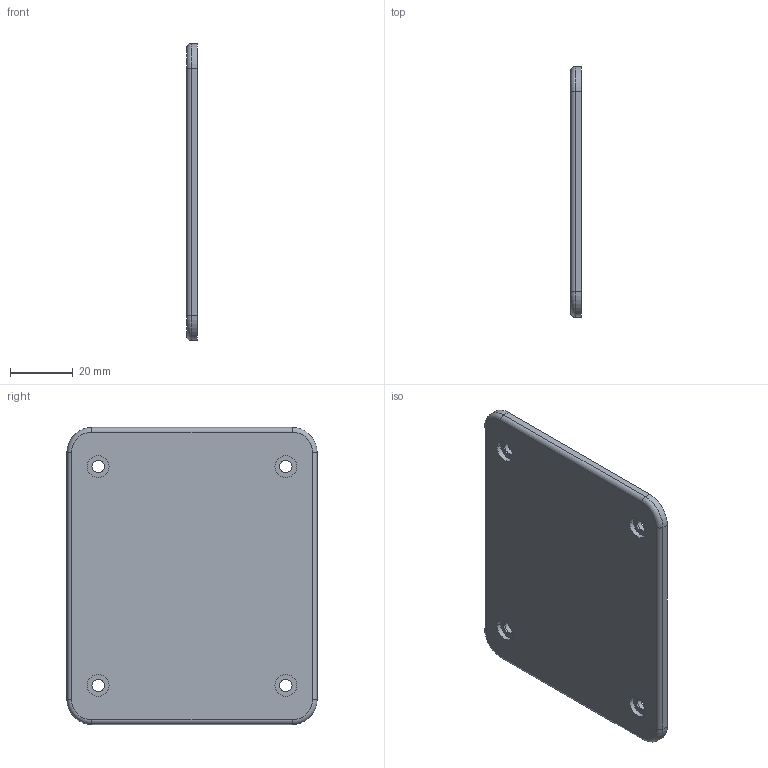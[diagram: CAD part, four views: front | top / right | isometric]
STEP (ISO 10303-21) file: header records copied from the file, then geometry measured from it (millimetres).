
FILE_DESCRIPTION((''),'2;1');
FILE_NAME('GW68293','2021-03-24T13:24:50',('User'),('Axiro Italia'),'CREO PARAMETRIC BY PTC INC, 2020354','CREO PARAMETRIC BY PTC INC, 2020354','');
FILE_SCHEMA(('CONFIG_CONTROL_DESIGN'));
Length unit declared in the file: millimetre
Products named in the file (1): GW68293
Bounding box: 3.5 x 80 x 95 mm (x, y, z)
Volume: 16546.7 mm3; surface area: 17994.8 mm2
Topology: 1 solids, 1 shells, 255 faces, 664 edges, 440 vertices
Faces by surface type: plane 191, cylinder 60, torus 4
Entity records: 7812 total; most frequent: CARTESIAN_POINT 1359, ORIENTED_EDGE 1328, DIRECTION 1298, EDGE_CURVE 664, VECTOR 540, LINE 540, VERTEX_POINT 440, AXIS2_PLACEMENT_3D 379
